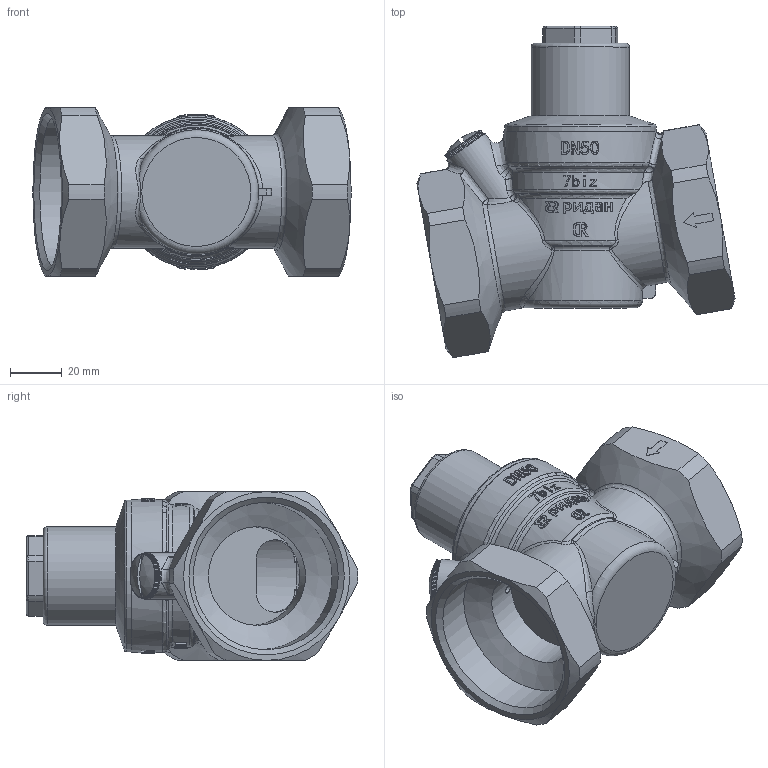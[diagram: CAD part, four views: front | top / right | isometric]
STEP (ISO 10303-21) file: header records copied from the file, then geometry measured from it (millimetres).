
FILE_DESCRIPTION(/* description */ ('STEP AP203'),/* implementation_level */ '2;1');
FILE_NAME(/* name */ 'G2.stp',/* time_stamp */ '2023-02-10T18:06:31+08:00',/* author */ ('lxr13'),/* organization */ ('Microsoft'),/* preprocessor_version */ 'ST-DEVELOPER v18.1',/* originating_system */ 'Autodesk Inventor 2022',/* authorisation */ '');
FILE_SCHEMA (('AUTOMOTIVE_DESIGN { 1 0 10303 214 3 1 1 }'));
Products named in the file (7): 2寸总装图20230210; 2´çÌå-IDC-IDC; ·§Ã±-IDC-IDC; µ÷½ÚË¿¸Ë-IDC-IDC; 12x1.5OÐÍÈ¦-IDC-IDC; 13x1.5OÐÍÈ¦-IDC-IDC; HP WR15C-04-IDC-IDC
Assembly tree (6 placements, depth 2):
  2寸总装图20230210
    2´çÌå-IDC-IDC
    ·§Ã±-IDC-IDC
    µ÷½ÚË¿¸Ë-IDC-IDC
    12x1.5OÐÍÈ¦-IDC-IDC
    13x1.5OÐÍÈ¦-IDC-IDC
    HP WR15C-04-IDC-IDC
Bounding box: 122.57 x 127.69 x 65 mm (x, y, z)
Volume: 130488.5 mm3; surface area: 70849.1 mm2
Topology: 6 solids, 6 shells, 1002 faces, 2632 edges, 1694 vertices
Faces by surface type: plane 370, cylinder 339, bspline 208, cone 45, torus 30, sphere 10
Full cylindrical faces by diameter (mm): 3 x1, 6.5 x1, 8 x20, 8.3 x1, 9.6 x1, 11.5 x2, 12 x2, 12.1 x1, 13.1 x1, 16 x1, 17 x1, 18 x1, 32 x1, 38 x3, 42 x1, 46 x1, 49 x1, 52 x1, 52.5 x1, 54 x2, 56.8 x2, 58.5 x1
Entity records: 68058 total; most frequent: CARTESIAN_POINT 43750, ORIENTED_EDGE 5258, DIRECTION 4875, EDGE_CURVE 2629, AXIS2_PLACEMENT_3D 1964, VERTEX_POINT 1694, CIRCLE 1141, EDGE_LOOP 1071
